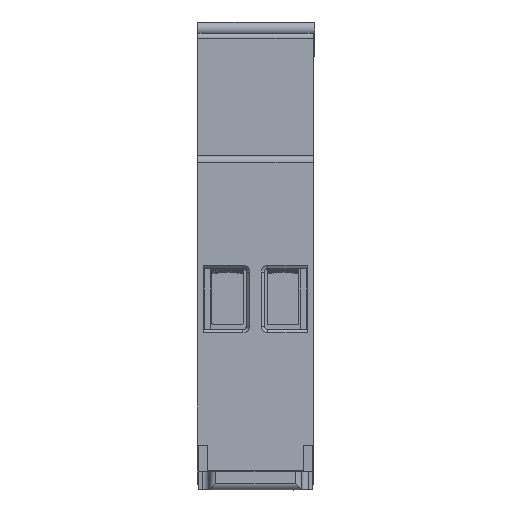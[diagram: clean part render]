
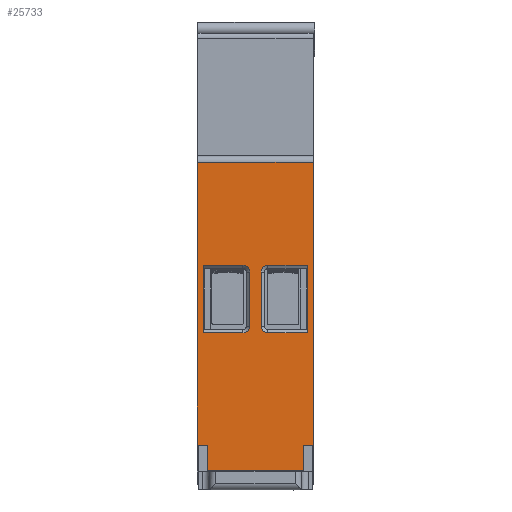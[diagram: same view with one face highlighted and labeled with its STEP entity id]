
A CAD part, front view. The second image highlights one B-rep face of the part: STEP entity #25733.
In plain terms, the highlighted planar face has unit normal (0, -1, 0).
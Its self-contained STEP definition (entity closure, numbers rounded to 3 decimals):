
#22551=DIRECTION('',(0.,0.,-1.));
#22552=VECTOR('',#22551,42.8);
#22553=CARTESIAN_POINT('',(0.,-59.35,42.8));
#22554=LINE('',#22553,#22552);
#22887=DIRECTION('',(0.,0.,-1.));
#22888=VECTOR('',#22887,3.9);
#22889=CARTESIAN_POINT('',(1.5,-59.35,0.));
#22890=LINE('',#22889,#22888);
#22895=DIRECTION('',(1.,0.,0.));
#22896=VECTOR('',#22895,14.6);
#22897=CARTESIAN_POINT('',(1.5,-59.35,-3.9));
#22898=LINE('',#22897,#22896);
#22903=DIRECTION('',(-1.,0.,0.));
#22904=VECTOR('',#22903,1.5);
#22905=CARTESIAN_POINT('',(1.5,-59.35,0.));
#22906=LINE('',#22905,#22904);
#22907=DIRECTION('',(-1.,0.,0.));
#22908=VECTOR('',#22907,1.45);
#22909=CARTESIAN_POINT('',(17.55,-59.35,0.));
#22910=LINE('',#22909,#22908);
#22911=DIRECTION('',(0.,0.,-1.));
#22912=VECTOR('',#22911,3.9);
#22913=CARTESIAN_POINT('',(16.1,-59.35,0.));
#22914=LINE('',#22913,#22912);
#22915=CARTESIAN_POINT('',(6.9,-59.35,18.));
#22916=DIRECTION('',(0.,-1.,0.));
#22917=DIRECTION('',(0.,0.,-1.));
#22918=AXIS2_PLACEMENT_3D('',#22915,#22916,#22917);
#22920=DIRECTION('',(0.,0.,1.));
#22921=VECTOR('',#22920,8.2);
#22922=CARTESIAN_POINT('',(7.9,-59.35,18.));
#22923=LINE('',#22922,#22921);
#22924=CARTESIAN_POINT('',(6.9,-59.35,26.2));
#22925=DIRECTION('',(0.,-1.,0.));
#22926=DIRECTION('',(1.,0.,0.));
#22927=AXIS2_PLACEMENT_3D('',#22924,#22925,#22926);
#22929=DIRECTION('',(-1.,0.,0.));
#22930=VECTOR('',#22929,6.);
#22931=CARTESIAN_POINT('',(16.65,-59.35,
27.2));
#22932=LINE('',#22931,#22930);
#22933=CARTESIAN_POINT('',(10.65,-59.35,26.2));
#22934=DIRECTION('',(0.,-1.,0.));
#22935=DIRECTION('',(0.,0.,1.));
#22936=AXIS2_PLACEMENT_3D('',#22933,#22934,#22935);
#22938=DIRECTION('',(0.,0.,-1.));
#22939=VECTOR('',#22938,8.2);
#22940=CARTESIAN_POINT('',(9.65,-59.35,
26.2));
#22941=LINE('',#22940,#22939);
#22942=CARTESIAN_POINT('',(10.65,-59.35,18.));
#22943=DIRECTION('',(0.,-1.,0.));
#22944=DIRECTION('',(-1.,0.,0.));
#22945=AXIS2_PLACEMENT_3D('',#22942,#22943,#22944);
#22947=DIRECTION('',(1.,0.,0.));
#22948=VECTOR('',#22947,6.);
#22949=CARTESIAN_POINT('',(10.65,-59.35,17.));
#22950=LINE('',#22949,#22948);
#22951=DIRECTION('',(0.,0.,1.));
#22952=VECTOR('',#22951,10.2);
#22953=CARTESIAN_POINT('',(16.65,-59.35,17.));
#22954=LINE('',#22953,#22952);
#22959=DIRECTION('',(-1.,0.,0.));
#22960=VECTOR('',#22959,17.55);
#22961=CARTESIAN_POINT('',(17.55,-59.35,42.8));
#22962=LINE('',#22961,#22960);
#23230=DIRECTION('',(0.,0.,1.));
#23231=VECTOR('',#23230,42.8);
#23232=CARTESIAN_POINT('',(17.55,-59.35,0.));
#23233=LINE('',#23232,#23231);
#23903=DIRECTION('',(1.,0.,0.));
#23904=VECTOR('',#23903,6.);
#23905=CARTESIAN_POINT('',(0.9,-59.35,27.2));
#23906=LINE('',#23905,#23904);
#23919=DIRECTION('',(0.,0.,1.));
#23920=VECTOR('',#23919,10.2);
#23921=CARTESIAN_POINT('',(0.9,-59.35,17.));
#23922=LINE('',#23921,#23920);
#23977=DIRECTION('',(-1.,0.,0.));
#23978=VECTOR('',#23977,6.);
#23979=CARTESIAN_POINT('',(6.9,-59.35,17.));
#23980=LINE('',#23979,#23978);
#24487=CARTESIAN_POINT('',(0.,-59.35,42.8));
#24488=VERTEX_POINT('',#24487);
#24489=CARTESIAN_POINT('',(0.,-59.35,0.));
#24490=VERTEX_POINT('',#24489);
#24648=CARTESIAN_POINT('',(16.1,-59.35,0.));
#24649=VERTEX_POINT('',#24648);
#24650=CARTESIAN_POINT('',(17.55,-59.35,0.));
#24651=VERTEX_POINT('',#24650);
#24672=CARTESIAN_POINT('',(1.5,-59.35,0.));
#24673=VERTEX_POINT('',#24672);
#24678=CARTESIAN_POINT('',(1.5,-59.35,-3.9));
#24679=VERTEX_POINT('',#24678);
#24680=CARTESIAN_POINT('',(16.1,-59.35,-3.9));
#24681=VERTEX_POINT('',#24680);
#24682=CARTESIAN_POINT('',(17.55,-59.35,42.8));
#24683=VERTEX_POINT('',#24682);
#24684=CARTESIAN_POINT('',(0.9,-59.35,27.2));
#24685=CARTESIAN_POINT('',(6.9,-59.35,27.2));
#24686=VERTEX_POINT('',#24684);
#24687=VERTEX_POINT('',#24685);
#24688=CARTESIAN_POINT('',(0.9,-59.35,17.));
#24689=VERTEX_POINT('',#24688);
#24690=CARTESIAN_POINT('',(6.9,-59.35,17.));
#24691=VERTEX_POINT('',#24690);
#24692=CARTESIAN_POINT('',(7.9,-59.35,18.));
#24693=VERTEX_POINT('',#24692);
#24694=CARTESIAN_POINT('',(7.9,-59.35,26.2));
#24695=VERTEX_POINT('',#24694);
#24696=CARTESIAN_POINT('',(16.65,-59.35,
27.2));
#24697=CARTESIAN_POINT('',(10.65,-59.35,
27.2));
#24698=VERTEX_POINT('',#24696);
#24699=VERTEX_POINT('',#24697);
#24700=CARTESIAN_POINT('',(9.65,-59.35,26.2));
#24701=VERTEX_POINT('',#24700);
#24702=CARTESIAN_POINT('',(9.65,-59.35,
18.));
#24703=VERTEX_POINT('',#24702);
#24704=CARTESIAN_POINT('',(10.65,-59.35,17.));
#24705=VERTEX_POINT('',#24704);
#24706=CARTESIAN_POINT('',(16.65,-59.35,17.));
#24707=VERTEX_POINT('',#24706);
#25688=CARTESIAN_POINT('',(0.,-59.35,43.8));
#25689=DIRECTION('',(0.,-1.,0.));
#25690=DIRECTION('',(0.,0.,-1.));
#25691=AXIS2_PLACEMENT_3D('',#25688,#25689,#25690);
#25692=PLANE('',#25691);
#25693=ORIENTED_EDGE('',*,*,#25656,.F.);
#25694=ORIENTED_EDGE('',*,*,#25635,.F.);
#25695=ORIENTED_EDGE('',*,*,#25590,.T.);
#25696=ORIENTED_EDGE('',*,*,#25091,.F.);
#25698=ORIENTED_EDGE('',*,*,#25697,.F.);
#25700=ORIENTED_EDGE('',*,*,#25699,.F.);
#25701=ORIENTED_EDGE('',*,*,#25561,.T.);
#25702=ORIENTED_EDGE('',*,*,#25676,.T.);
#25703=EDGE_LOOP('',(#25693,#25694,#25695,#25696,#25698,#25700,#25701,#25702));
#25704=FACE_OUTER_BOUND('',#25703,.F.);
#25706=ORIENTED_EDGE('',*,*,#25705,.F.);
#25708=ORIENTED_EDGE('',*,*,#25707,.F.);
#25710=ORIENTED_EDGE('',*,*,#25709,.F.);
#25712=ORIENTED_EDGE('',*,*,#25711,.T.);
#25714=ORIENTED_EDGE('',*,*,#25713,.T.);
#25716=ORIENTED_EDGE('',*,*,#25715,.T.);
#25717=EDGE_LOOP('',(#25706,#25708,#25710,#25712,#25714,#25716));
#25718=FACE_BOUND('',#25717,.F.);
#25720=ORIENTED_EDGE('',*,*,#25719,.T.);
#25722=ORIENTED_EDGE('',*,*,#25721,.T.);
#25724=ORIENTED_EDGE('',*,*,#25723,.T.);
#25726=ORIENTED_EDGE('',*,*,#25725,.T.);
#25728=ORIENTED_EDGE('',*,*,#25727,.T.);
#25730=ORIENTED_EDGE('',*,*,#25729,.T.);
#25731=EDGE_LOOP('',(#25720,#25722,#25724,#25726,#25728,#25730));
#25732=FACE_BOUND('',#25731,.F.);
#22919=CIRCLE('',#22918,1.);
#22928=CIRCLE('',#22927,1.);
#22937=CIRCLE('',#22936,1.);
#22946=CIRCLE('',#22945,1.);
#25091=EDGE_CURVE('',#24488,#24490,#22554,.T.);
#25561=EDGE_CURVE('',#24651,#24649,#22910,.T.);
#25590=EDGE_CURVE('',#24673,#24490,#22906,.T.);
#25635=EDGE_CURVE('',#24673,#24679,#22890,.T.);
#25656=EDGE_CURVE('',#24679,#24681,#22898,.T.);
#25676=EDGE_CURVE('',#24649,#24681,#22914,.T.);
#25697=EDGE_CURVE('',#24683,#24488,#22962,.T.);
#25699=EDGE_CURVE('',#24651,#24683,#23233,.T.);
#25705=EDGE_CURVE('',#24686,#24687,#23906,.T.);
#25707=EDGE_CURVE('',#24689,#24686,#23922,.T.);
#25709=EDGE_CURVE('',#24691,#24689,#23980,.T.);
#25711=EDGE_CURVE('',#24691,#24693,#22919,.T.);
#25713=EDGE_CURVE('',#24693,#24695,#22923,.T.);
#25715=EDGE_CURVE('',#24695,#24687,#22928,.T.);
#25719=EDGE_CURVE('',#24698,#24699,#22932,.T.);
#25721=EDGE_CURVE('',#24699,#24701,#22937,.T.);
#25723=EDGE_CURVE('',#24701,#24703,#22941,.T.);
#25725=EDGE_CURVE('',#24703,#24705,#22946,.T.);
#25727=EDGE_CURVE('',#24705,#24707,#22950,.T.);
#25729=EDGE_CURVE('',#24707,#24698,#22954,.T.);
#25733=ADVANCED_FACE('',(#25704,#25718,#25732),#25692,.T.);
